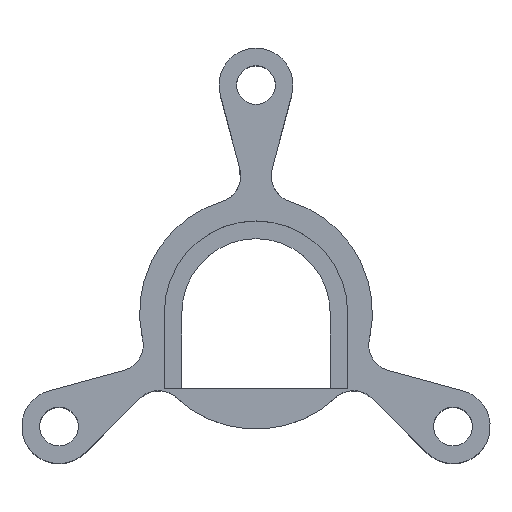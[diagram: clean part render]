
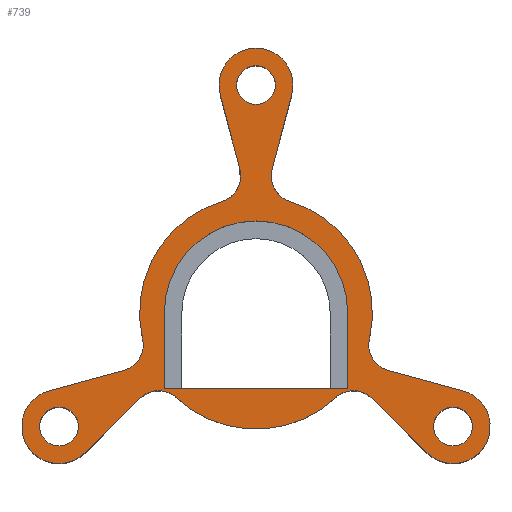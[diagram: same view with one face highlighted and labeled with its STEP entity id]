
A CAD part, top view. The second image highlights one B-rep face of the part: STEP entity #739.
In plain terms, the highlighted planar face has unit normal (0, 0, 1).
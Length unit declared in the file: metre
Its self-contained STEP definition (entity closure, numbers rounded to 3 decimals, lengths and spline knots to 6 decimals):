
#45=CIRCLE('',#775,0.0015);
#46=CIRCLE('',#778,0.0066);
#47=CIRCLE('',#781,0.0015);
#49=CIRCLE('',#785,0.0021);
#50=CIRCLE('',#788,0.0015);
#51=CIRCLE('',#791,0.0066);
#52=CIRCLE('',#794,0.0015);
#54=CIRCLE('',#798,0.0021);
#55=CIRCLE('',#801,0.0015);
#56=CIRCLE('',#804,0.0066);
#57=CIRCLE('',#807,0.0015);
#58=CIRCLE('',#813,0.0011);
#60=CIRCLE('',#816,0.0011);
#63=CIRCLE('',#820,0.0021);
#65=CIRCLE('',#824,0.0011);
#68=CIRCLE('',#830,0.0052);
#215=ORIENTED_EDGE('',*,*,#299,.T.);
#216=ORIENTED_EDGE('',*,*,#301,.F.);
#217=ORIENTED_EDGE('',*,*,#304,.T.);
#218=ORIENTED_EDGE('',*,*,#307,.F.);
#219=ORIENTED_EDGE('',*,*,#311,.T.);
#220=ORIENTED_EDGE('',*,*,#314,.T.);
#221=ORIENTED_EDGE('',*,*,#318,.T.);
#222=ORIENTED_EDGE('',*,*,#320,.F.);
#223=ORIENTED_EDGE('',*,*,#323,.T.);
#224=ORIENTED_EDGE('',*,*,#326,.F.);
#225=ORIENTED_EDGE('',*,*,#330,.T.);
#226=ORIENTED_EDGE('',*,*,#333,.T.);
#227=ORIENTED_EDGE('',*,*,#337,.T.);
#228=ORIENTED_EDGE('',*,*,#339,.F.);
#229=ORIENTED_EDGE('',*,*,#342,.T.);
#230=ORIENTED_EDGE('',*,*,#345,.F.);
#231=ORIENTED_EDGE('',*,*,#349,.T.);
#232=ORIENTED_EDGE('',*,*,#366,.T.);
#233=ORIENTED_EDGE('',*,*,#356,.T.);
#234=ORIENTED_EDGE('',*,*,#374,.T.);
#235=ORIENTED_EDGE('',*,*,#376,.T.);
#236=ORIENTED_EDGE('',*,*,#377,.T.);
#237=ORIENTED_EDGE('',*,*,#363,.F.);
#238=ORIENTED_EDGE('',*,*,#361,.F.);
#239=ORIENTED_EDGE('',*,*,#368,.F.);
#299=EDGE_CURVE('',#400,#404,#464,.T.);
#301=EDGE_CURVE('',#405,#404,#45,.T.);
#304=EDGE_CURVE('',#405,#406,#46,.T.);
#307=EDGE_CURVE('',#408,#406,#47,.T.);
#311=EDGE_CURVE('',#408,#411,#471,.T.);
#314=EDGE_CURVE('',#411,#413,#49,.T.);
#318=EDGE_CURVE('',#413,#416,#476,.T.);
#320=EDGE_CURVE('',#417,#416,#50,.T.);
#323=EDGE_CURVE('',#417,#418,#51,.T.);
#326=EDGE_CURVE('',#420,#418,#52,.T.);
#330=EDGE_CURVE('',#420,#423,#483,.T.);
#333=EDGE_CURVE('',#423,#425,#54,.T.);
#337=EDGE_CURVE('',#425,#428,#488,.T.);
#339=EDGE_CURVE('',#429,#428,#55,.T.);
#342=EDGE_CURVE('',#429,#430,#56,.T.);
#345=EDGE_CURVE('',#432,#430,#57,.T.);
#349=EDGE_CURVE('',#432,#435,#495,.T.);
#356=EDGE_CURVE('',#441,#440,#502,.T.);
#361=EDGE_CURVE('',#444,#444,#58,.T.);
#363=EDGE_CURVE('',#446,#446,#60,.T.);
#366=EDGE_CURVE('',#435,#400,#63,.T.);
#368=EDGE_CURVE('',#448,#448,#65,.T.);
#374=EDGE_CURVE('',#440,#452,#510,.T.);
#376=EDGE_CURVE('',#452,#453,#68,.T.);
#377=EDGE_CURVE('',#453,#441,#512,.T.);
#400=VERTEX_POINT('',#1105);
#404=VERTEX_POINT('',#1112);
#405=VERTEX_POINT('',#1116);
#406=VERTEX_POINT('',#1121);
#408=VERTEX_POINT('',#1127);
#411=VERTEX_POINT('',#1135);
#413=VERTEX_POINT('',#1141);
#416=VERTEX_POINT('',#1149);
#417=VERTEX_POINT('',#1153);
#418=VERTEX_POINT('',#1158);
#420=VERTEX_POINT('',#1164);
#423=VERTEX_POINT('',#1172);
#425=VERTEX_POINT('',#1178);
#428=VERTEX_POINT('',#1186);
#429=VERTEX_POINT('',#1190);
#430=VERTEX_POINT('',#1195);
#432=VERTEX_POINT('',#1201);
#435=VERTEX_POINT('',#1209);
#440=VERTEX_POINT('',#1223);
#441=VERTEX_POINT('',#1225);
#444=VERTEX_POINT('',#1235);
#446=VERTEX_POINT('',#1240);
#448=VERTEX_POINT('',#1250);
#452=VERTEX_POINT('',#1261);
#453=VERTEX_POINT('',#1265);
#464=LINE('',#1113,#529);
#471=LINE('',#1136,#536);
#476=LINE('',#1150,#541);
#483=LINE('',#1173,#548);
#488=LINE('',#1187,#553);
#495=LINE('',#1210,#560);
#502=LINE('',#1224,#567);
#510=LINE('',#1262,#575);
#512=LINE('',#1268,#577);
#529=VECTOR('',#878,1.);
#536=VECTOR('',#903,1.);
#541=VECTOR('',#916,1.);
#548=VECTOR('',#941,1.);
#553=VECTOR('',#954,1.);
#560=VECTOR('',#979,1.);
#567=VECTOR('',#990,1.);
#575=VECTOR('',#1034,1.);
#577=VECTOR('',#1042,1.);
#618=EDGE_LOOP('',(#215,#216,#217,#218,#219,#220,#221,#222,#223,#224,#225,
#226,#227,#228,#229,#230,#231,#232));
#619=EDGE_LOOP('',(#233,#234,#235,#236));
#620=EDGE_LOOP('',(#237));
#621=EDGE_LOOP('',(#238));
#622=EDGE_LOOP('',(#239));
#669=FACE_BOUND('',#618,.T.);
#670=FACE_BOUND('',#619,.T.);
#671=FACE_BOUND('',#620,.T.);
#672=FACE_BOUND('',#621,.T.);
#673=FACE_BOUND('',#622,.T.);
#699=PLANE('',#832);
#739=ADVANCED_FACE('',(#669,#670,#671,#672,#673),#699,.T.);
#775=AXIS2_PLACEMENT_3D('',#1117,#882,#883);
#778=AXIS2_PLACEMENT_3D('',#1122,#889,#890);
#781=AXIS2_PLACEMENT_3D('',#1128,#896,#897);
#785=AXIS2_PLACEMENT_3D('',#1142,#909,#910);
#788=AXIS2_PLACEMENT_3D('',#1154,#920,#921);
#791=AXIS2_PLACEMENT_3D('',#1159,#927,#928);
#794=AXIS2_PLACEMENT_3D('',#1165,#934,#935);
#798=AXIS2_PLACEMENT_3D('',#1179,#947,#948);
#801=AXIS2_PLACEMENT_3D('',#1191,#958,#959);
#804=AXIS2_PLACEMENT_3D('',#1196,#965,#966);
#807=AXIS2_PLACEMENT_3D('',#1202,#972,#973);
#813=AXIS2_PLACEMENT_3D('',#1234,#999,#1000);
#816=AXIS2_PLACEMENT_3D('',#1239,#1005,#1006);
#820=AXIS2_PLACEMENT_3D('',#1245,#1013,#1014);
#824=AXIS2_PLACEMENT_3D('',#1249,#1021,#1022);
#830=AXIS2_PLACEMENT_3D('',#1266,#1038,#1039);
#832=AXIS2_PLACEMENT_3D('',#1269,#1043,#1044);
#878=DIRECTION('',(0.709,0.705,0.));
#882=DIRECTION('',(0.,0.,1.));
#883=DIRECTION('',(1.,0.,0.));
#889=DIRECTION('',(0.,0.,1.));
#890=DIRECTION('',(1.,0.,0.));
#896=DIRECTION('',(0.,0.,1.));
#897=DIRECTION('',(1.,0.,0.));
#903=DIRECTION('',(0.709,-0.705,0.));
#909=DIRECTION('',(0.,0.,1.));
#910=DIRECTION('',(1.,0.,0.));
#916=DIRECTION('',(-0.965,0.262,0.));
#920=DIRECTION('',(0.,0.,1.));
#921=DIRECTION('',(1.,0.,0.));
#927=DIRECTION('',(0.,0.,1.));
#928=DIRECTION('',(1.,0.,0.));
#934=DIRECTION('',(0.,0.,1.));
#935=DIRECTION('',(1.,0.,0.));
#941=DIRECTION('',(0.256,0.967,0.));
#947=DIRECTION('',(0.,0.,1.));
#948=DIRECTION('',(1.,0.,0.));
#954=DIRECTION('',(0.256,-0.967,0.));
#958=DIRECTION('',(0.,0.,1.));
#959=DIRECTION('',(1.,0.,0.));
#965=DIRECTION('',(0.,0.,1.));
#966=DIRECTION('',(1.,0.,0.));
#972=DIRECTION('',(0.,0.,1.));
#973=DIRECTION('',(1.,0.,0.));
#979=DIRECTION('',(-0.965,-0.262,0.));
#990=DIRECTION('',(-1.,0.,0.));
#999=DIRECTION('',(0.,0.,1.));
#1000=DIRECTION('',(1.,0.,0.));
#1005=DIRECTION('',(0.,0.,1.));
#1006=DIRECTION('',(1.,0.,0.));
#1013=DIRECTION('',(0.,0.,1.));
#1014=DIRECTION('',(1.,0.,0.));
#1021=DIRECTION('',(0.,0.,1.));
#1022=DIRECTION('',(1.,0.,0.));
#1034=DIRECTION('',(0.,1.,0.));
#1038=DIRECTION('',(0.,0.,-1.));
#1039=DIRECTION('',(1.,0.,0.));
#1042=DIRECTION('',(0.,-1.,0.));
#1043=DIRECTION('',(0.,0.,1.));
#1044=DIRECTION('',(1.,0.,0.));
#1105=CARTESIAN_POINT('',(-0.009691,-0.007939,0.021275));
#1112=CARTESIAN_POINT('',(-0.006587,-0.004855,0.021275));
#1113=CARTESIAN_POINT('',(-0.008139,-0.006397,0.021275));
#1116=CARTESIAN_POINT('',(-0.004506,-0.004822,0.021275));
#1117=CARTESIAN_POINT('',(-0.00553,-0.005919,0.021275));
#1121=CARTESIAN_POINT('',(0.004506,-0.004822,0.021275));
#1122=CARTESIAN_POINT('',(0.,0.,0.021275));
#1127=CARTESIAN_POINT('',(0.006587,-0.004855,0.021275));
#1128=CARTESIAN_POINT('',(0.00553,-0.005919,0.021275));
#1135=CARTESIAN_POINT('',(0.009691,-0.007939,0.021275));
#1136=CARTESIAN_POINT('',(0.008139,-0.006397,0.021275));
#1141=CARTESIAN_POINT('',(0.011721,-0.004423,0.021275));
#1142=CARTESIAN_POINT('',(0.011172,-0.00645,0.021275));
#1149=CARTESIAN_POINT('',(0.007498,-0.003278,0.021275));
#1150=CARTESIAN_POINT('',(0.00961,-0.00385,0.021275));
#1153=CARTESIAN_POINT('',(0.006429,-0.001491,0.021275));
#1154=CARTESIAN_POINT('',(0.007891,-0.00183,0.021275));
#1158=CARTESIAN_POINT('',(0.001923,0.006314,0.021275));
#1159=CARTESIAN_POINT('',(0.,0.,0.021275));
#1164=CARTESIAN_POINT('',(0.000911,0.008132,0.021275));
#1165=CARTESIAN_POINT('',(0.002361,0.007748,0.021275));
#1172=CARTESIAN_POINT('',(0.00203,0.012363,0.021275));
#1173=CARTESIAN_POINT('',(0.00147,0.010247,0.021275));
#1178=CARTESIAN_POINT('',(-0.00203,0.012363,0.021275));
#1179=CARTESIAN_POINT('',(0.,0.0129,0.021275));
#1186=CARTESIAN_POINT('',(-0.000911,0.008132,0.021275));
#1187=CARTESIAN_POINT('',(-0.00147,0.010247,0.021275));
#1190=CARTESIAN_POINT('',(-0.001923,0.006314,0.021275));
#1191=CARTESIAN_POINT('',(-0.002361,0.007748,0.021275));
#1195=CARTESIAN_POINT('',(-0.006429,-0.001491,0.021275));
#1196=CARTESIAN_POINT('',(0.,0.,0.021275));
#1201=CARTESIAN_POINT('',(-0.007498,-0.003278,0.021275));
#1202=CARTESIAN_POINT('',(-0.007891,-0.00183,0.021275));
#1209=CARTESIAN_POINT('',(-0.011721,-0.004423,0.021275));
#1210=CARTESIAN_POINT('',(-0.00961,-0.00385,0.021275));
#1223=CARTESIAN_POINT('',(-0.0052,-0.0043,0.021275));
#1224=CARTESIAN_POINT('',(0.0047,-0.0043,0.021275));
#1225=CARTESIAN_POINT('',(0.0052,-0.0043,0.021275));
#1234=CARTESIAN_POINT('',(-0.011172,-0.00645,0.021275));
#1235=CARTESIAN_POINT('',(-0.010072,-0.00645,0.021275));
#1239=CARTESIAN_POINT('',(0.011172,-0.00645,0.021275));
#1240=CARTESIAN_POINT('',(0.012272,-0.00645,0.021275));
#1245=CARTESIAN_POINT('',(-0.011172,-0.00645,0.021275));
#1249=CARTESIAN_POINT('',(0.,0.0129,0.021275));
#1250=CARTESIAN_POINT('',(0.0011,0.0129,0.021275));
#1261=CARTESIAN_POINT('',(-0.0052,0.,0.021275));
#1262=CARTESIAN_POINT('',(-0.0052,-0.00215,0.021275));
#1265=CARTESIAN_POINT('',(0.0052,0.,0.021275));
#1266=CARTESIAN_POINT('',(0.,0.,0.021275));
#1268=CARTESIAN_POINT('',(0.0052,-0.00215,0.021275));
#1269=CARTESIAN_POINT('',(0.,0.003225,0.021275));
